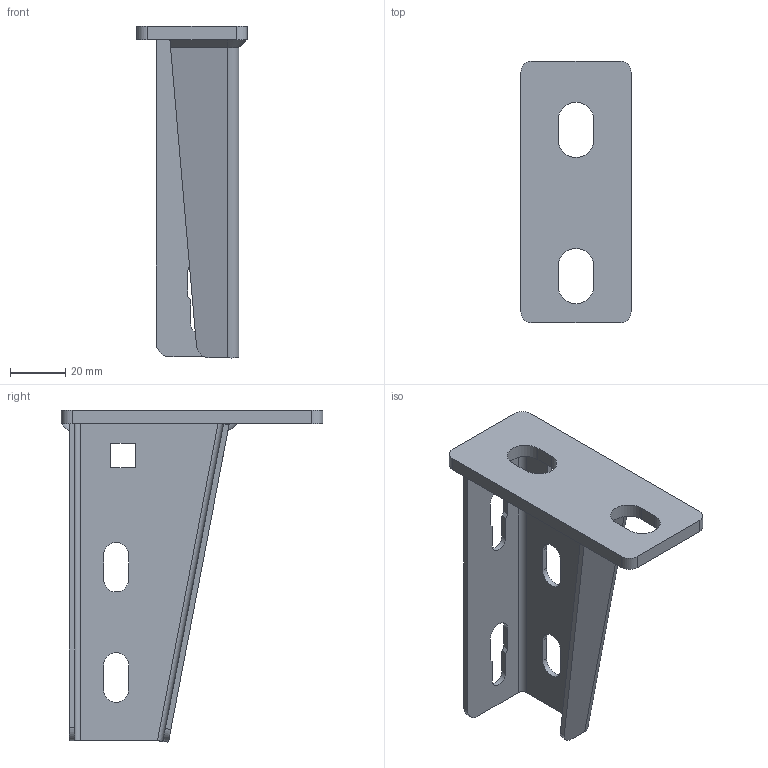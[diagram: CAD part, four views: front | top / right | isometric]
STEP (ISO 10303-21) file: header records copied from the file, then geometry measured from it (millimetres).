
FILE_DESCRIPTION((''),'2;1');
FILE_NAME('711110_ASM','2018-11-08T17:22:06',('tomasz.grudniewski'),(''),'CREO PARAMETRIC BY PTC INC, 2018260','CREO PARAMETRIC BY PTC INC, 2018260','');
FILE_SCHEMA(('CONFIG_CONTROL_DESIGN'));
Length unit declared in the file: millimetre
Products named in the file (3): PODSTAWA_40X95_PRT; WMC_RAMIE_100_PRT; 711110_ASM
Assembly tree (2 placements, depth 2):
  711110_ASM
    PODSTAWA_40X95_PRT
    WMC_RAMIE_100_PRT
Bounding box: 40 x 95 x 120.41 mm (x, y, z)
Volume: 35996.3 mm3; surface area: 29651.1 mm2
Topology: 2 solids, 3 shells, 75 faces, 198 edges, 128 vertices
Faces by surface type: plane 49, cylinder 22, bspline 3, cone 1
Entity records: 2612 total; most frequent: CARTESIAN_POINT 635, DIRECTION 388, ORIENTED_EDGE 384, EDGE_CURVE 198, VECTOR 150, LINE 150, VERTEX_POINT 128, AXIS2_PLACEMENT_3D 119
